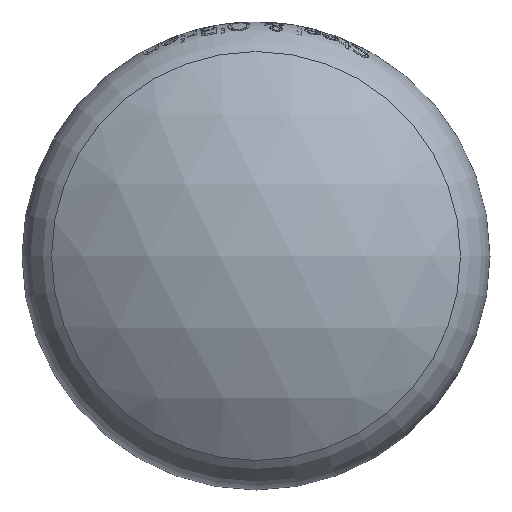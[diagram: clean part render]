
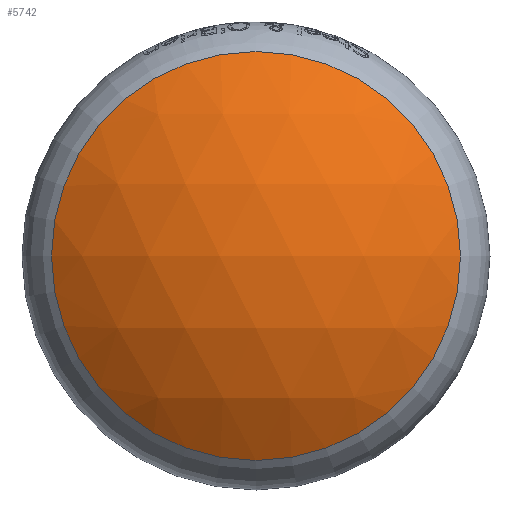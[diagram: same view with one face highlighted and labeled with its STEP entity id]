
A CAD part, left-side view. The second image highlights one B-rep face of the part: STEP entity #5742.
In plain terms, the highlighted spherical face has radius 28.118 mm.
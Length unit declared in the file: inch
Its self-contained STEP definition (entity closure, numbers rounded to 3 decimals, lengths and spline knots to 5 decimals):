
#14=SPHERICAL_SURFACE('',#6075,1.107);
#1316=FACE_OUTER_BOUND('',#1659,.T.);
#1659=EDGE_LOOP('',(#5272,#5273));
#1802=CIRCLE('',#6065,0.65534);
#1803=CIRCLE('',#6066,0.65534);
#2771=VERTEX_POINT('',#13266);
#2772=VERTEX_POINT('',#13268);
#3635=EDGE_CURVE('',#2771,#2772,#1802,.T.);
#3636=EDGE_CURVE('',#2772,#2771,#1803,.T.);
#5272=ORIENTED_EDGE('',*,*,#3636,.F.);
#5273=ORIENTED_EDGE('',*,*,#3635,.F.);
#5742=ADVANCED_FACE('',(#1316),#14,.T.);
#6065=AXIS2_PLACEMENT_3D('',#13269,#7007,#7008);
#6066=AXIS2_PLACEMENT_3D('',#13270,#7009,#7010);
#6075=AXIS2_PLACEMENT_3D('',#13279,#7027,#7028);
#7007=DIRECTION('center_axis',(1.,0.,0.));
#7008=DIRECTION('ref_axis',(0.,0.,-1.));
#7009=DIRECTION('center_axis',(1.,0.,0.));
#7010=DIRECTION('ref_axis',(0.,0.,-1.));
#7027=DIRECTION('center_axis',(0.,0.,
1.));
#7028=DIRECTION('ref_axis',(-1.,-0.001,0.));
#13266=CARTESIAN_POINT('',(-0.34717,0.,0.65534));
#13268=CARTESIAN_POINT('',(-0.34717,0.65534,0.));
#13269=CARTESIAN_POINT('Origin',(-0.34717,0.,
0.));
#13270=CARTESIAN_POINT('Origin',(-0.34717,0.,
0.));
#13279=CARTESIAN_POINT('Origin',(0.545,0.,0.));
